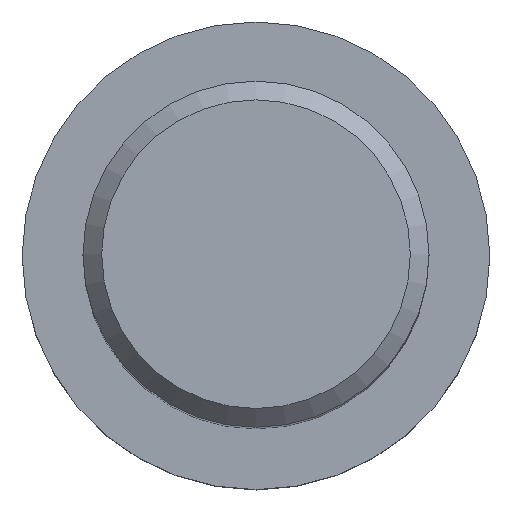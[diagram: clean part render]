
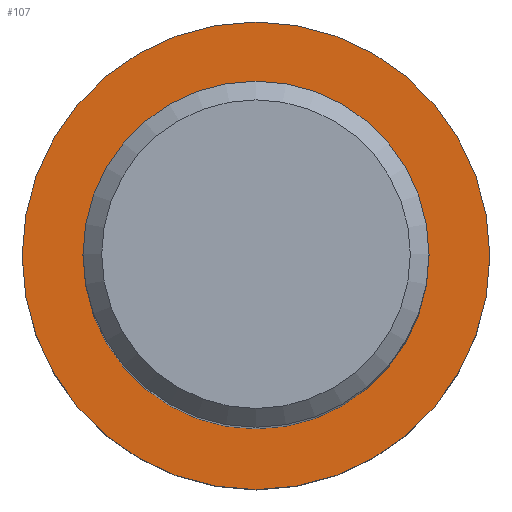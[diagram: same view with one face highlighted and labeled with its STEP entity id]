
A CAD part, top view. The second image highlights one B-rep face of the part: STEP entity #107.
In plain terms, the highlighted planar face has unit normal (0, 0, 1).
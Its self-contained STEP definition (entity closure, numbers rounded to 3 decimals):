
#15=FACE_BOUND('',#37,.T.);
#18=PLANE('',#135);
#28=FACE_OUTER_BOUND('',#36,.T.);
#36=EDGE_LOOP('',(#93));
#37=EDGE_LOOP('',(#94));
#51=CIRCLE('',#127,1.85);
#55=CIRCLE('',#136,2.5);
#58=VERTEX_POINT('',#183);
#62=VERTEX_POINT('',#199);
#66=EDGE_CURVE('',#58,#58,#51,.T.);
#73=EDGE_CURVE('',#62,#62,#55,.T.);
#93=ORIENTED_EDGE('',*,*,#73,.T.);
#94=ORIENTED_EDGE('',*,*,#66,.F.);
#107=ADVANCED_FACE('',(#28,#15),#18,.F.);
#127=AXIS2_PLACEMENT_3D('',#184,#149,#150);
#135=AXIS2_PLACEMENT_3D('',#198,#168,#169);
#136=AXIS2_PLACEMENT_3D('',#200,#170,#171);
#149=DIRECTION('center_axis',(0.,0.,1.));
#150=DIRECTION('ref_axis',(-1.,0.,0.));
#168=DIRECTION('center_axis',(0.,0.,-1.));
#169=DIRECTION('ref_axis',(1.,0.,0.));
#170=DIRECTION('center_axis',(0.,0.,1.));
#171=DIRECTION('ref_axis',(-1.,0.,0.));
#183=CARTESIAN_POINT('',(43219.288,-34888.344,877.8));
#184=CARTESIAN_POINT('Origin',(43217.438,-34888.344,877.8));
#198=CARTESIAN_POINT('Origin',(43217.438,-34888.344,877.8));
#199=CARTESIAN_POINT('',(43219.938,-34888.344,877.8));
#200=CARTESIAN_POINT('Origin',(43217.438,-34888.344,877.8));
